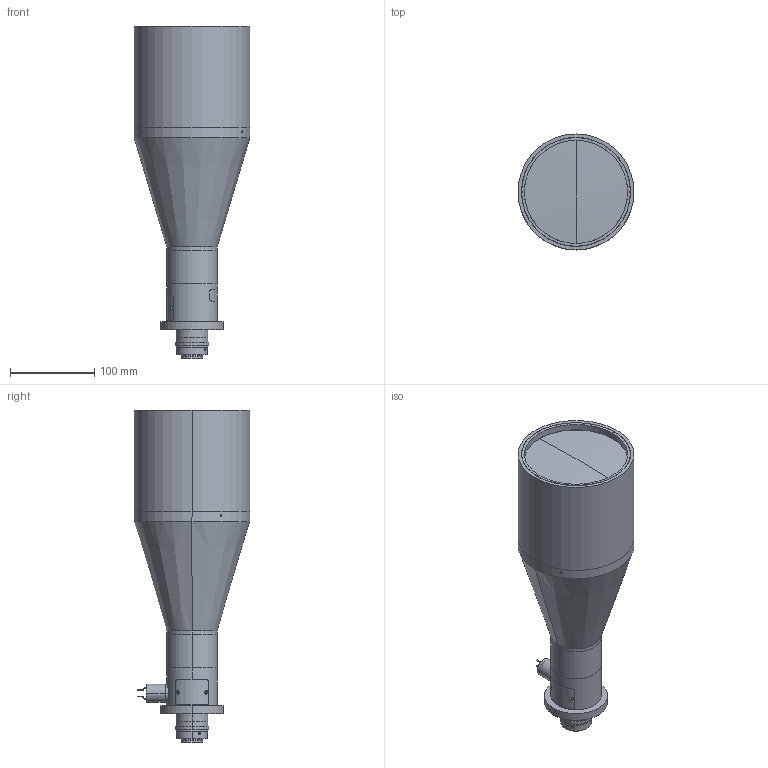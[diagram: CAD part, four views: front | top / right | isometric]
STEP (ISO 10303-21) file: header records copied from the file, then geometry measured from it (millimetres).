
FILE_DESCRIPTION (( 'STEP AP203' ), '1' );
FILE_NAME ('S5LPL1514_LED_01.STEP', '2022-03-03T06:06:13', ( '' ), ( '' ), 'SwSTEP 2.0', 'SolidWorks 2021', '' );
FILE_SCHEMA (( 'CONFIG_CONTROL_DESIGN' ));
Length unit declared in the file: millimetre
Products named in the file (41): 111310; Anschlußkabel 300 mm^134301; 518001; S5LAO2916; _DIN 913 - M3 x 3-N; 053710; S5LED0011; S5LMN2916; 111307; 134318; O-Ring 15x1; 100009; 438510; DIN 912 M2 x 10 --- 10N_DIN 912 M2 x 10 --- 10N; 134319; 518004; DIN 912 M2 x 4 --- 4N_DIN 912 M2 x 4 --- 4N; 438511; 134301; DIN 914 - M3 x 4-N_DIN 914 - M3 x 4-N; S5LDX1520; 097108; DIN 913 - M3 x 2-N_DIN 913 - M3 x 2-N; 163401; 438507; 518003; 381108; 134330; S5FIL0201; 438506; 111311; S5ELE1365; 95522; S5LPL1514_LED_01; 134317; 518002; S5LAO1520; 134316; 135909; 438501 ...
Assembly tree (46 placements, depth 4):
  S5LPL1514_LED_01
    S5LAO1520
      S5LDX1520
    097108
    100009
    111307
    111310
    111311
    135909
    163401
      134301
        134317
        134319
        134330
        S5ELE1365
        S5LED0011
        Anschlußkabel 300 mm^134301  x2
      134316
      134318
      053710
      S5FIL0201
      S0DIF1363
    438501
      S5LAO2916
        S5LMN2916
      438506
      438507
      438510
      438511
      381108
      95522
      DIN 913 - M3 x 2-N_DIN 913 - M3 x 2-N  x3
    518001
      518002
      518003
      518004
      O-Ring 15x1
      DIN 912 M2 x 10 --- 10N_DIN 912 M2 x 10 --- 10N
      DIN 912 M2 x 4 --- 4N_DIN 912 M2 x 4 --- 4N  x2
      DIN 914 - M3 x 4-N_DIN 914 - M3 x 4-N
    _DIN 913 - M3 x 3-N  x3
Bounding box: 138 x 138 x 395.19 mm (x, y, z)
Volume: 1050229.5 mm3; surface area: 347690.8 mm2
Topology: 40 solids, 40 shells, 917 faces, 2093 edges, 1298 vertices
Faces by surface type: cylinder 349, plane 321, cone 142, torus 96, sphere 9
Entity records: 29147 total; most frequent: CARTESIAN_POINT 5298, DIRECTION 4480, ORIENTED_EDGE 3730, EDGE_CURVE 1865, AXIS2_PLACEMENT_3D 1840, VERTEX_POINT 1164, CIRCLE 967, EDGE_LOOP 943
